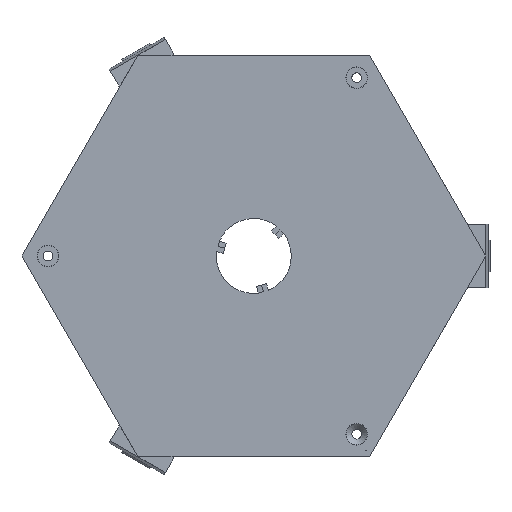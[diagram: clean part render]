
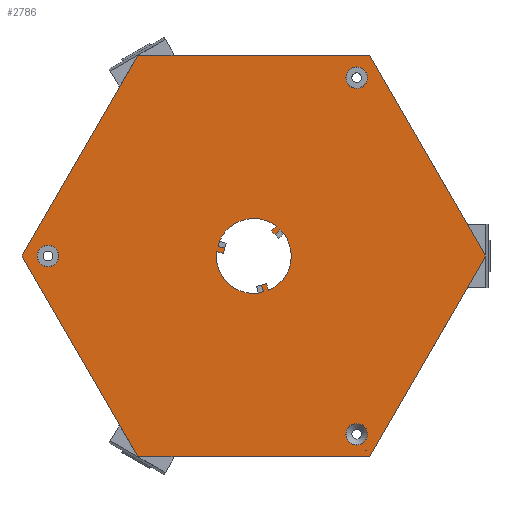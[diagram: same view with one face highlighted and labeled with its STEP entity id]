
A CAD part, front view. The second image highlights one B-rep face of the part: STEP entity #2786.
In plain terms, the highlighted planar face has unit normal (0, -1, 0).
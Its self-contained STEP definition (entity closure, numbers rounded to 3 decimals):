
#29=FACE_BOUND('',#359,.T.);
#30=FACE_BOUND('',#360,.T.);
#31=FACE_BOUND('',#361,.T.);
#32=FACE_BOUND('',#362,.T.);
#33=FACE_BOUND('',#363,.T.);
#40=CIRCLE('',#2849,7.1);
#43=CIRCLE('',#2853,7.1);
#44=CIRCLE('',#2864,7.1);
#49=CIRCLE('',#2881,2.05);
#54=CIRCLE('',#2890,2.05);
#59=CIRCLE('',#2899,2.05);
#73=CIRCLE('',#2975,3.5);
#198=FACE_OUTER_BOUND('',#358,.T.);
#358=EDGE_LOOP('',(#2321,#2322,#2323,#2324,#2325,#2326));
#359=EDGE_LOOP('',(#2327,#2328,#2329,#2330,#2331,#2332,#2333,#2334,#2335,
#2336,#2337,#2338,#2339,#2340,#2341,#2342,#2343,#2344));
#360=EDGE_LOOP('',(#2345));
#361=EDGE_LOOP('',(#2346));
#362=EDGE_LOOP('',(#2347));
#363=EDGE_LOOP('',(#2348,#2349,#2350));
#414=LINE('',#3770,#772);
#419=LINE('',#3780,#777);
#422=LINE('',#3786,#780);
#424=LINE('',#3790,#782);
#428=LINE('',#3798,#786);
#444=LINE('',#3839,#802);
#449=LINE('',#3849,#807);
#451=LINE('',#3852,#809);
#453=LINE('',#3856,#811);
#457=LINE('',#3864,#815);
#472=LINE('',#3899,#830);
#477=LINE('',#3909,#835);
#479=LINE('',#3912,#837);
#481=LINE('',#3916,#839);
#485=LINE('',#3922,#843);
#645=LINE('',#4310,#1003);
#650=LINE('',#4323,#1008);
#653=LINE('',#4329,#1011);
#658=LINE('',#4338,#1016);
#677=LINE('',#4377,#1035);
#678=LINE('',#4379,#1036);
#679=LINE('',#4381,#1037);
#680=LINE('',#4382,#1038);
#772=VECTOR('',#3042,10.);
#777=VECTOR('',#3051,10.);
#780=VECTOR('',#3056,10.);
#782=VECTOR('',#3060,10.);
#786=VECTOR('',#3066,10.);
#802=VECTOR('',#3102,10.);
#807=VECTOR('',#3111,10.);
#809=VECTOR('',#3115,10.);
#811=VECTOR('',#3119,10.);
#815=VECTOR('',#3125,10.);
#830=VECTOR('',#3154,10.);
#835=VECTOR('',#3163,10.);
#837=VECTOR('',#3167,10.);
#839=VECTOR('',#3171,10.);
#843=VECTOR('',#3177,10.);
#1003=VECTOR('',#3535,10.);
#1008=VECTOR('',#3548,10.);
#1011=VECTOR('',#3553,10.);
#1016=VECTOR('',#3560,10.);
#1035=VECTOR('',#3583,10.);
#1036=VECTOR('',#3584,10.);
#1037=VECTOR('',#3585,10.);
#1038=VECTOR('',#3586,10.);
#1126=VERTEX_POINT('',#3764);
#1128=VERTEX_POINT('',#3768);
#1131=VERTEX_POINT('',#3778);
#1133=VERTEX_POINT('',#3784);
#1134=VERTEX_POINT('',#3789);
#1137=VERTEX_POINT('',#3797);
#1138=VERTEX_POINT('',#3801);
#1141=VERTEX_POINT('',#3809);
#1150=VERTEX_POINT('',#3833);
#1152=VERTEX_POINT('',#3837);
#1155=VERTEX_POINT('',#3847);
#1156=VERTEX_POINT('',#3855);
#1159=VERTEX_POINT('',#3863);
#1160=VERTEX_POINT('',#3867);
#1170=VERTEX_POINT('',#3893);
#1172=VERTEX_POINT('',#3897);
#1175=VERTEX_POINT('',#3907);
#1176=VERTEX_POINT('',#3915);
#1181=VERTEX_POINT('',#3934);
#1186=VERTEX_POINT('',#3951);
#1191=VERTEX_POINT('',#3968);
#1305=VERTEX_POINT('',#4308);
#1306=VERTEX_POINT('',#4309);
#1309=VERTEX_POINT('',#4317);
#1311=VERTEX_POINT('',#4326);
#1312=VERTEX_POINT('',#4328);
#1315=VERTEX_POINT('',#4336);
#1333=VERTEX_POINT('',#4376);
#1334=VERTEX_POINT('',#4378);
#1335=VERTEX_POINT('',#4380);
#1388=EDGE_CURVE('',#1126,#1128,#414,.T.);
#1393=EDGE_CURVE('',#1128,#1131,#419,.T.);
#1396=EDGE_CURVE('',#1131,#1133,#422,.T.);
#1398=EDGE_CURVE('',#1134,#1126,#424,.T.);
#1402=EDGE_CURVE('',#1137,#1134,#428,.T.);
#1404=EDGE_CURVE('',#1138,#1137,#40,.T.);
#1409=EDGE_CURVE('',#1133,#1141,#43,.T.);
#1422=EDGE_CURVE('',#1150,#1152,#444,.T.);
#1427=EDGE_CURVE('',#1152,#1155,#449,.T.);
#1429=EDGE_CURVE('',#1155,#1138,#451,.T.);
#1431=EDGE_CURVE('',#1156,#1150,#453,.T.);
#1435=EDGE_CURVE('',#1159,#1156,#457,.T.);
#1437=EDGE_CURVE('',#1160,#1159,#44,.T.);
#1452=EDGE_CURVE('',#1170,#1172,#472,.T.);
#1457=EDGE_CURVE('',#1172,#1175,#477,.T.);
#1459=EDGE_CURVE('',#1175,#1160,#479,.T.);
#1461=EDGE_CURVE('',#1176,#1170,#481,.T.);
#1465=EDGE_CURVE('',#1141,#1176,#485,.T.);
#1471=EDGE_CURVE('',#1181,#1181,#49,.T.);
#1479=EDGE_CURVE('',#1186,#1186,#54,.T.);
#1487=EDGE_CURVE('',#1191,#1191,#59,.T.);
#1652=EDGE_CURVE('',#1305,#1306,#645,.T.);
#1656=EDGE_CURVE('',#1309,#1305,#73,.T.);
#1659=EDGE_CURVE('',#1306,#1309,#650,.T.);
#1662=EDGE_CURVE('',#1311,#1312,#653,.T.);
#1667=EDGE_CURVE('',#1315,#1311,#658,.T.);
#1686=EDGE_CURVE('',#1312,#1333,#677,.T.);
#1687=EDGE_CURVE('',#1334,#1315,#678,.T.);
#1688=EDGE_CURVE('',#1335,#1334,#679,.T.);
#1689=EDGE_CURVE('',#1333,#1335,#680,.T.);
#2321=ORIENTED_EDGE('',*,*,#1686,.F.);
#2322=ORIENTED_EDGE('',*,*,#1662,.F.);
#2323=ORIENTED_EDGE('',*,*,#1667,.F.);
#2324=ORIENTED_EDGE('',*,*,#1687,.F.);
#2325=ORIENTED_EDGE('',*,*,#1688,.F.);
#2326=ORIENTED_EDGE('',*,*,#1689,.F.);
#2327=ORIENTED_EDGE('',*,*,#1393,.T.);
#2328=ORIENTED_EDGE('',*,*,#1396,.T.);
#2329=ORIENTED_EDGE('',*,*,#1409,.T.);
#2330=ORIENTED_EDGE('',*,*,#1465,.T.);
#2331=ORIENTED_EDGE('',*,*,#1461,.T.);
#2332=ORIENTED_EDGE('',*,*,#1452,.T.);
#2333=ORIENTED_EDGE('',*,*,#1457,.T.);
#2334=ORIENTED_EDGE('',*,*,#1459,.T.);
#2335=ORIENTED_EDGE('',*,*,#1437,.T.);
#2336=ORIENTED_EDGE('',*,*,#1435,.T.);
#2337=ORIENTED_EDGE('',*,*,#1431,.T.);
#2338=ORIENTED_EDGE('',*,*,#1422,.T.);
#2339=ORIENTED_EDGE('',*,*,#1427,.T.);
#2340=ORIENTED_EDGE('',*,*,#1429,.T.);
#2341=ORIENTED_EDGE('',*,*,#1404,.T.);
#2342=ORIENTED_EDGE('',*,*,#1402,.T.);
#2343=ORIENTED_EDGE('',*,*,#1398,.T.);
#2344=ORIENTED_EDGE('',*,*,#1388,.T.);
#2345=ORIENTED_EDGE('',*,*,#1471,.T.);
#2346=ORIENTED_EDGE('',*,*,#1479,.T.);
#2347=ORIENTED_EDGE('',*,*,#1487,.T.);
#2348=ORIENTED_EDGE('',*,*,#1659,.F.);
#2349=ORIENTED_EDGE('',*,*,#1652,.F.);
#2350=ORIENTED_EDGE('',*,*,#1656,.F.);
#2640=PLANE('',#2981);
#2786=ADVANCED_FACE('',(#198,#29,#30,#31,#32,#33),#2640,.F.);
#2849=AXIS2_PLACEMENT_3D('',#3802,#3070,#3071);
#2853=AXIS2_PLACEMENT_3D('',#3811,#3080,#3081);
#2864=AXIS2_PLACEMENT_3D('',#3868,#3129,#3130);
#2881=AXIS2_PLACEMENT_3D('',#3935,#3192,#3193);
#2890=AXIS2_PLACEMENT_3D('',#3952,#3213,#3214);
#2899=AXIS2_PLACEMENT_3D('',#3969,#3234,#3235);
#2975=AXIS2_PLACEMENT_3D('',#4318,#3541,#3542);
#2981=AXIS2_PLACEMENT_3D('',#4375,#3581,#3582);
#3042=DIRECTION('',(-0.966,0.,0.259));
#3051=DIRECTION('',(0.259,0.,0.966));
#3056=DIRECTION('',(-0.966,0.,0.259));
#3060=DIRECTION('',(0.259,0.,0.966));
#3066=DIRECTION('',(0.966,0.,-0.259));
#3070=DIRECTION('center_axis',(0.,1.,0.));
#3071=DIRECTION('ref_axis',(-1.,0.,0.));
#3080=DIRECTION('center_axis',(0.,1.,0.));
#3081=DIRECTION('ref_axis',(-1.,0.,0.));
#3102=DIRECTION('',(0.259,0.,-0.966));
#3111=DIRECTION('',(-0.966,0.,-0.259));
#3115=DIRECTION('',(0.259,0.,-0.966));
#3119=DIRECTION('',(-0.966,0.,-0.259));
#3125=DIRECTION('',(-0.259,0.,0.966));
#3129=DIRECTION('center_axis',(0.,1.,0.));
#3130=DIRECTION('ref_axis',(-1.,0.,0.));
#3154=DIRECTION('',(0.707,0.,0.707));
#3163=DIRECTION('',(0.707,0.,-0.707));
#3167=DIRECTION('',(0.707,0.,0.707));
#3171=DIRECTION('',(0.707,0.,-0.707));
#3177=DIRECTION('',(-0.707,0.,-0.707));
#3192=DIRECTION('center_axis',(0.,1.,0.));
#3193=DIRECTION('ref_axis',(-0.5,0.,0.866));
#3213=DIRECTION('center_axis',(0.,1.,0.));
#3214=DIRECTION('ref_axis',(-0.5,0.,-0.866));
#3234=DIRECTION('center_axis',(0.,1.,0.));
#3235=DIRECTION('ref_axis',(1.,0.,0.));
#3535=DIRECTION('',(1.,0.,0.));
#3541=DIRECTION('center_axis',(0.,1.,0.));
#3542=DIRECTION('ref_axis',(1.,0.,0.));
#3548=DIRECTION('',(0.5,0.,0.866));
#3553=DIRECTION('',(-0.5,0.,-0.866));
#3560=DIRECTION('',(0.5,0.,-0.866));
#3581=DIRECTION('center_axis',(0.,1.,0.));
#3582=DIRECTION('ref_axis',(1.,0.,0.));
#3583=DIRECTION('',(-1.,0.,0.));
#3584=DIRECTION('',(1.,0.,0.));
#3585=DIRECTION('',(0.5,0.,0.866));
#3586=DIRECTION('',(-0.5,0.,0.866));
#3764=CARTESIAN_POINT('',(-5.506,0.,1.475));
#3768=CARTESIAN_POINT('',(-6.761,0.,1.812));
#3770=CARTESIAN_POINT('',(-2.753,0.,0.738));
#3778=CARTESIAN_POINT('',(-6.503,0.,2.778));
#3780=CARTESIAN_POINT('',(-6.697,0.,2.053));
#3784=CARTESIAN_POINT('',(-6.531,0.,2.785));
#3786=CARTESIAN_POINT('',(-4.965,0.,2.366));
#3789=CARTESIAN_POINT('',(-5.765,0.,0.509));
#3790=CARTESIAN_POINT('',(-5.765,0.,0.509));
#3797=CARTESIAN_POINT('',(-7.049,0.,0.853));
#3798=CARTESIAN_POINT('',(-5.483,0.,0.434));
#3801=CARTESIAN_POINT('',(0.853,0.,-7.049));
#3802=CARTESIAN_POINT('Origin',(0.,0.,0.));
#3809=CARTESIAN_POINT('',(4.263,0.,5.678));
#3811=CARTESIAN_POINT('Origin',(0.,0.,0.));
#3833=CARTESIAN_POINT('',(1.475,0.,-5.506));
#3837=CARTESIAN_POINT('',(1.812,0.,-6.761));
#3839=CARTESIAN_POINT('',(0.738,0.,-2.753));
#3847=CARTESIAN_POINT('',(0.846,0.,-7.02));
#3849=CARTESIAN_POINT('',(1.57,0.,-6.826));
#3852=CARTESIAN_POINT('',(0.434,0.,-5.483));
#3855=CARTESIAN_POINT('',(2.441,0.,-5.247));
#3856=CARTESIAN_POINT('',(2.441,0.,-5.247));
#3863=CARTESIAN_POINT('',(2.785,0.,-6.531));
#3864=CARTESIAN_POINT('',(2.366,0.,-4.965));
#3867=CARTESIAN_POINT('',(5.678,0.,4.263));
#3868=CARTESIAN_POINT('Origin',(0.,0.,0.));
#3893=CARTESIAN_POINT('',(4.031,0.,4.031));
#3897=CARTESIAN_POINT('',(4.95,0.,4.95));
#3899=CARTESIAN_POINT('',(2.015,0.,2.015));
#3907=CARTESIAN_POINT('',(5.657,0.,4.243));
#3909=CARTESIAN_POINT('',(5.127,0.,4.773));
#3912=CARTESIAN_POINT('',(4.531,0.,3.117));
#3915=CARTESIAN_POINT('',(3.323,0.,4.738));
#3916=CARTESIAN_POINT('',(3.323,0.,4.738));
#3922=CARTESIAN_POINT('',(3.117,0.,4.531));
#3934=CARTESIAN_POINT('',(20.525,0.,32.));
#3935=CARTESIAN_POINT('Origin',(19.5,0.,33.775));
#3951=CARTESIAN_POINT('',(-37.975,0.,1.775));
#3952=CARTESIAN_POINT('Origin',(-39.,0.,0.));
#3968=CARTESIAN_POINT('',(17.45,0.,-33.775));
#3969=CARTESIAN_POINT('Origin',(19.5,0.,-33.775));
#4308=CARTESIAN_POINT('',(21.195,0.,-36.837));
#4309=CARTESIAN_POINT('',(21.268,0.,-36.837));
#4310=CARTESIAN_POINT('',(21.268,0.,-36.837));
#4317=CARTESIAN_POINT('',(21.304,0.,-36.774));
#4318=CARTESIAN_POINT('Origin',(19.5,0.,-33.775));
#4323=CARTESIAN_POINT('',(42.536,0.,0.));
#4326=CARTESIAN_POINT('',(43.922,0.,0.));
#4328=CARTESIAN_POINT('',(21.961,0.,-38.037));
#4329=CARTESIAN_POINT('',(43.922,0.,0.));
#4336=CARTESIAN_POINT('',(21.961,0.,38.037));
#4338=CARTESIAN_POINT('',(21.961,0.,38.037));
#4375=CARTESIAN_POINT('Origin',(0.,0.,0.));
#4376=CARTESIAN_POINT('',(-21.961,0.,-38.037));
#4377=CARTESIAN_POINT('',(21.961,0.,-38.037));
#4378=CARTESIAN_POINT('',(-21.961,0.,38.037));
#4379=CARTESIAN_POINT('',(-21.961,0.,38.037));
#4380=CARTESIAN_POINT('',(-43.922,0.,0.));
#4381=CARTESIAN_POINT('',(-43.922,0.,0.));
#4382=CARTESIAN_POINT('',(-21.961,0.,-38.037));
